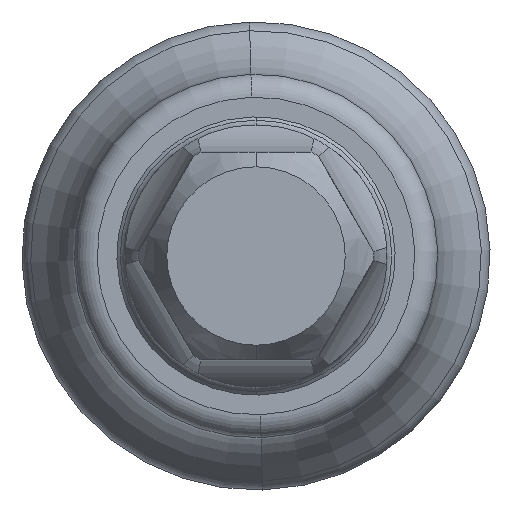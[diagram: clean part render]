
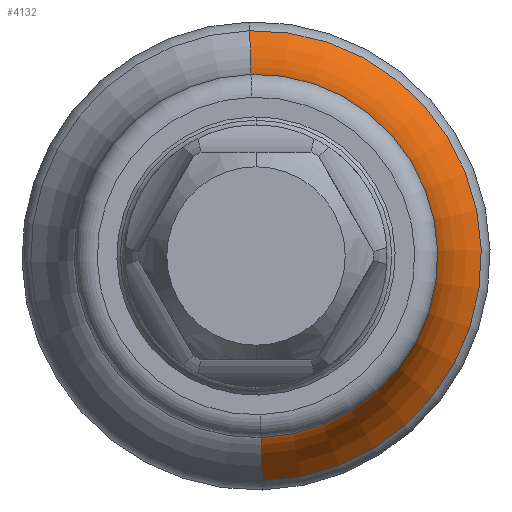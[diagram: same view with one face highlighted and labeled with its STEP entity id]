
A CAD part, front view. The second image highlights one B-rep face of the part: STEP entity #4132.
In plain terms, the highlighted toroidal (fillet/blend) face has major radius 10.55 mm and minor radius 5 mm.
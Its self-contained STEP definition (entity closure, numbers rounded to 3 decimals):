
#3608=CARTESIAN_POINT('',(0.,0.,28.966));
#3609=DIRECTION('',(0.,0.,-1.));
#3610=DIRECTION('',(0.,1.,0.));
#3611=AXIS2_PLACEMENT_3D('',#3608,#3609,#3610);
#3616=CARTESIAN_POINT('',(0.,0.,25.567));
#3617=DIRECTION('',(0.,0.,-1.));
#3618=DIRECTION('',(0.,1.,0.));
#3619=AXIS2_PLACEMENT_3D('',#3616,#3617,#3618);
#3624=CARTESIAN_POINT('',(0.,10.55,
28.966));
#3625=DIRECTION('',(1.,0.,0.));
#3626=DIRECTION('',(0.,-1.,0.));
#3627=AXIS2_PLACEMENT_3D('',#3624,#3625,#3626);
#3732=CARTESIAN_POINT('',(0.,-10.55,
28.966));
#3733=DIRECTION('',(-1.,0.,0.));
#3734=DIRECTION('',(0.,1.,0.));
#3735=AXIS2_PLACEMENT_3D('',#3732,#3733,#3734);
#3796=CARTESIAN_POINT('',(0.,5.55,28.966));
#3797=CARTESIAN_POINT('',(0.,-5.55,28.966));
#3798=VERTEX_POINT('',#3796);
#3799=VERTEX_POINT('',#3797);
#3804=CARTESIAN_POINT('',(0.,6.883,25.567));
#3805=CARTESIAN_POINT('',(0.,-6.883,25.567));
#3806=VERTEX_POINT('',#3804);
#3807=VERTEX_POINT('',#3805);
#4118=CARTESIAN_POINT('',(0.,0.,28.966));
#4119=DIRECTION('',(0.,0.,-1.));
#4120=DIRECTION('',(0.,1.,0.));
#4121=AXIS2_PLACEMENT_3D('',#4118,#4119,#4120);
#4122=TOROIDAL_SURFACE('',#4121,10.55,5.);
#4124=ORIENTED_EDGE('',*,*,#4123,.T.);
#4126=ORIENTED_EDGE('',*,*,#4125,.F.);
#4127=ORIENTED_EDGE('',*,*,#4112,.F.);
#4129=ORIENTED_EDGE('',*,*,#4128,.T.);
#4130=EDGE_LOOP('',(#4124,#4126,#4127,#4129));
#4131=FACE_OUTER_BOUND('',#4130,.F.);
#4132=ADVANCED_FACE('',(#4131),#4122,.F.);
#3612=CIRCLE('',#3611,5.55);
#3620=CIRCLE('',#3619,6.883);
#3628=CIRCLE('',#3627,5.);
#3736=CIRCLE('',#3735,5.);
#4112=EDGE_CURVE('',#3798,#3799,#3612,.T.);
#4123=EDGE_CURVE('',#3806,#3807,#3620,.T.);
#4125=EDGE_CURVE('',#3799,#3807,#3736,.T.);
#4128=EDGE_CURVE('',#3798,#3806,#3628,.T.);
